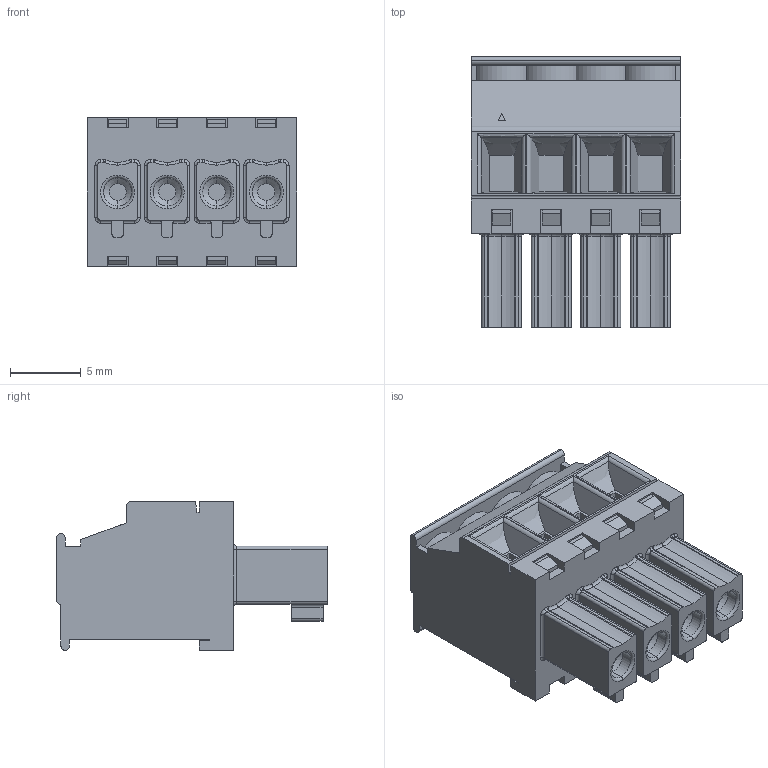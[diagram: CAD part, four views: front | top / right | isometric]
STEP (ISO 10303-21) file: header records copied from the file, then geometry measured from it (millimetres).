
FILE_DESCRIPTION (( 'STEP AP214' ), '1' );
FILE_NAME ('15EDGKB-3.5-04P-14-00AH.STEP', '2021-01-29T20:32:58', ( '' ), ( '' ), 'SwSTEP 2.0', 'SolidWorks 2020', '' );
FILE_SCHEMA (( 'AUTOMOTIVE_DESIGN' ));
Length unit declared in the file: millimetre
Products named in the file (1): 15EDGKB-3.5-04P-14-00AH
Bounding box: 14.8 x 19.1 x 10.5 mm (x, y, z)
Volume: 1703.2 mm3; surface area: 1922.6 mm2
Topology: 1 solids, 1 shells, 755 faces, 1984 edges, 1280 vertices
Faces by surface type: plane 409, cylinder 133, bspline 129, torus 68, cone 16
Entity records: 34176 total; most frequent: CARTESIAN_POINT 11857, ORIENTED_EDGE 3968, DIRECTION 3282, EDGE_CURVE 1984, LINE 1296, VECTOR 1296, VERTEX_POINT 1280, AXIS2_PLACEMENT_3D 993
